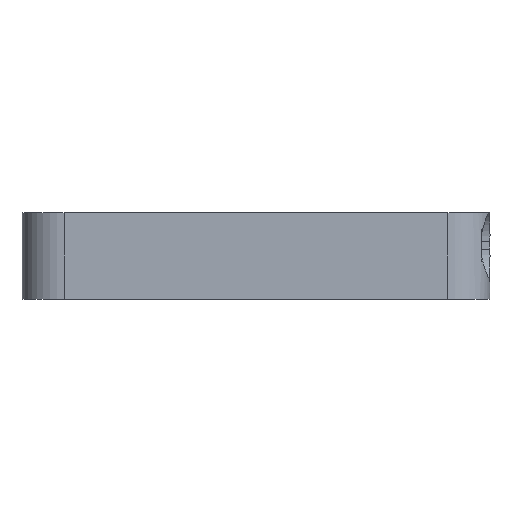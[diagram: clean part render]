
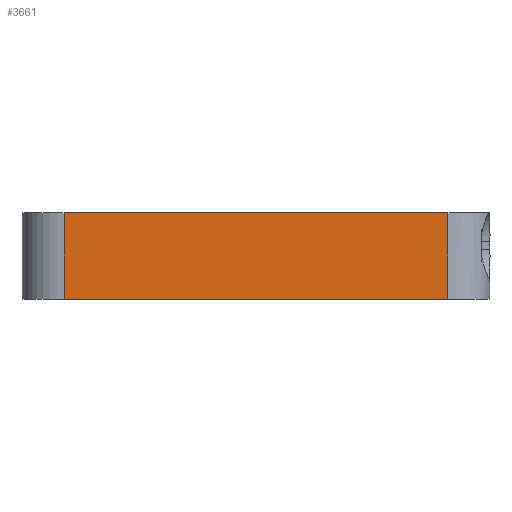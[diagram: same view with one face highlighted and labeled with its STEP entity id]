
A CAD part, left-side view. The second image highlights one B-rep face of the part: STEP entity #3661.
In plain terms, the highlighted planar face has unit normal (-1, 0, 0).
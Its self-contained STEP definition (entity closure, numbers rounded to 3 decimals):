
#654=FACE_OUTER_BOUND('',#869,.T.);
#869=EDGE_LOOP('',(#3292,#3293,#3294,#3295));
#999=LINE('',#4413,#1227);
#1201=LINE('',#7112,#1429);
#1202=LINE('',#7115,#1430);
#1203=LINE('',#7116,#1431);
#1227=VECTOR('',#3885,10.);
#1429=VECTOR('',#4319,10.);
#1430=VECTOR('',#4322,10.);
#1431=VECTOR('',#4323,10.);
#1463=VERTEX_POINT('',#4410);
#1464=VERTEX_POINT('',#4412);
#1799=VERTEX_POINT('',#7110);
#1800=VERTEX_POINT('',#7114);
#1836=EDGE_CURVE('',#1463,#1464,#999,.T.);
#2345=EDGE_CURVE('',#1799,#1463,#1201,.T.);
#2346=EDGE_CURVE('',#1800,#1799,#1202,.T.);
#2347=EDGE_CURVE('',#1800,#1464,#1203,.T.);
#3292=ORIENTED_EDGE('',*,*,#2345,.F.);
#3293=ORIENTED_EDGE('',*,*,#2346,.F.);
#3294=ORIENTED_EDGE('',*,*,#2347,.T.);
#3295=ORIENTED_EDGE('',*,*,#1836,.F.);
#3479=PLANE('',#3816);
#3661=ADVANCED_FACE('',(#654),#3479,.T.);
#3816=AXIS2_PLACEMENT_3D('',#7113,#4320,#4321);
#3885=DIRECTION('',(0.,-1.,0.));
#4319=DIRECTION('',(0.,0.,1.));
#4320=DIRECTION('center_axis',(-1.,0.,0.));
#4321=DIRECTION('ref_axis',(0.,1.,0.));
#4322=DIRECTION('',(0.,1.,0.));
#4323=DIRECTION('',(0.,0.,1.));
#4410=CARTESIAN_POINT('',(-25.478,16.065,6.));
#4412=CARTESIAN_POINT('',(-25.478,-16.257,6.));
#4413=CARTESIAN_POINT('',(-25.478,-16.257,6.));
#7110=CARTESIAN_POINT('',(-25.478,16.065,-1.25));
#7112=CARTESIAN_POINT('',(-25.478,16.065,0.));
#7113=CARTESIAN_POINT('Origin',(-25.478,-16.257,0.));
#7114=CARTESIAN_POINT('',(-25.478,-16.257,-1.25));
#7115=CARTESIAN_POINT('',(-25.478,-16.257,-1.25));
#7116=CARTESIAN_POINT('',(-25.478,-16.257,0.));
